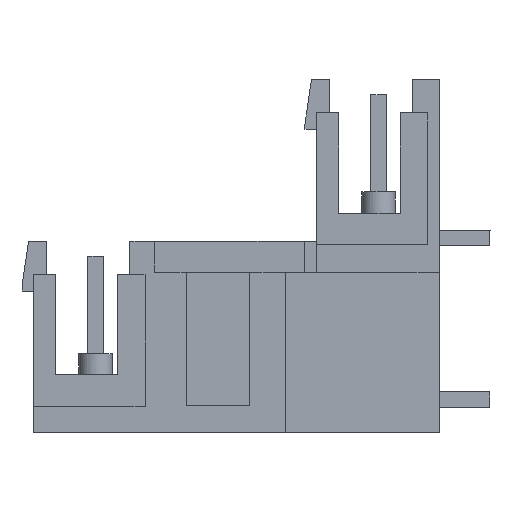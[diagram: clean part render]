
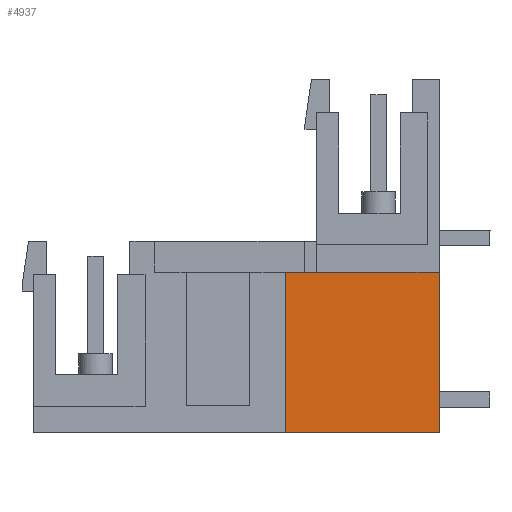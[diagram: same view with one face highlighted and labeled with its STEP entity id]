
A CAD part, left-side view. The second image highlights one B-rep face of the part: STEP entity #4937.
In plain terms, the highlighted planar face has unit normal (-1, 0, 0).
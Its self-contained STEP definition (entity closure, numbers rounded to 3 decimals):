
#4917=AXIS2_PLACEMENT_3D('Plane Axis2P3D',#4914,#4915,#4916) ;
#2110=CARTESIAN_POINT('Vertex',(2.52,3.2,10.06)) ;
#2113=CARTESIAN_POINT('Line Origine',(2.52,3.2,5.03)) ;
#2117=CARTESIAN_POINT('Vertex',(2.52,3.2,0.)) ;
#4892=CARTESIAN_POINT('Line Origine',(2.52,8.025,0.)) ;
#4896=CARTESIAN_POINT('Vertex',(2.52,12.85,0.)) ;
#4914=CARTESIAN_POINT('Axis2P3D Location',(2.52,3.2,10.06)) ;
#4919=CARTESIAN_POINT('Line Origine',(2.52,8.025,10.06)) ;
#4923=CARTESIAN_POINT('Vertex',(2.52,12.85,10.06)) ;
#4926=CARTESIAN_POINT('Line Origine',(2.52,12.85,5.03)) ;
#2114=DIRECTION('Vector Direction',(0.,0.,-1.)) ;
#4893=DIRECTION('Vector Direction',(0.,1.,0.)) ;
#4915=DIRECTION('Axis2P3D Direction',(-1.,0.,0.)) ;
#4916=DIRECTION('Axis2P3D XDirection',(0.,1.,0.)) ;
#4920=DIRECTION('Vector Direction',(0.,1.,0.)) ;
#4927=DIRECTION('Vector Direction',(0.,0.,-1.)) ;
#2115=VECTOR('Line Direction',#2114,1.) ;
#4894=VECTOR('Line Direction',#4893,1.) ;
#4921=VECTOR('Line Direction',#4920,1.) ;
#4928=VECTOR('Line Direction',#4927,1.) ;
#4932=ORIENTED_EDGE('',*,*,#2119,.F.) ;
#4933=ORIENTED_EDGE('',*,*,#4925,.T.) ;
#4934=ORIENTED_EDGE('',*,*,#4930,.T.) ;
#4935=ORIENTED_EDGE('',*,*,#4898,.F.) ;
#4937=ADVANCED_FACE('HOUSING',(#4936),#4918,.T.) ;
#2119=EDGE_CURVE('',#2111,#2118,#2116,.T.) ;
#4898=EDGE_CURVE('',#2118,#4897,#4895,.T.) ;
#4925=EDGE_CURVE('',#2111,#4924,#4922,.T.) ;
#4930=EDGE_CURVE('',#4924,#4897,#4929,.T.) ;
#4931=EDGE_LOOP('',(#4932,#4933,#4934,#4935)) ;
#4936=FACE_OUTER_BOUND('',#4931,.T.) ;
#2116=LINE('Line',#2113,#2115) ;
#4895=LINE('Line',#4892,#4894) ;
#4922=LINE('Line',#4919,#4921) ;
#4929=LINE('Line',#4926,#4928) ;
#4918=PLANE('',#4917) ;
#2111=VERTEX_POINT('',#2110) ;
#2118=VERTEX_POINT('',#2117) ;
#4897=VERTEX_POINT('',#4896) ;
#4924=VERTEX_POINT('',#4923) ;
